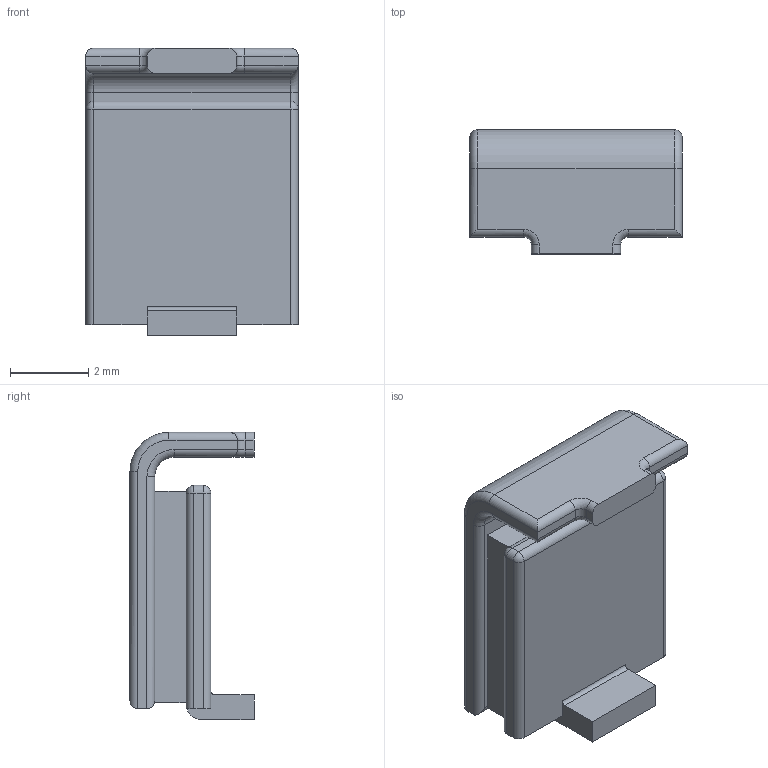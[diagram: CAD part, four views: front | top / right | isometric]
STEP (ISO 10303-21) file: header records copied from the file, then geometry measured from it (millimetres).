
FILE_DESCRIPTION(('STEP AP203'), '1');
FILE_NAME('100F', '2024-04-25T07:57:13', (''), (''), 'ASCON STEP Converter 1.3', 'ASCON Math Kernel', '');
FILE_SCHEMA(('CONFIG_CONTROL_DESIGN'));
Length unit declared in the file: millimetre
Products named in the file (1): 5
Bounding box: 5.44 x 3.18 x 7.36 mm (x, y, z)
Volume: 73.4 mm3; surface area: 157.9 mm2
Topology: 1 solids, 1 shells, 277 faces, 773 edges, 500 vertices
Faces by surface type: plane 141, cylinder 124, torus 8, sphere 4
Entity records: 10553 total; most frequent: CARTESIAN_POINT 1571, DIRECTION 1563, ORIENTED_EDGE 1538, EDGE_CURVE 769, AXIS2_PLACEMENT_3D 524, LINE 515, VECTOR 515, VERTEX_POINT 500
